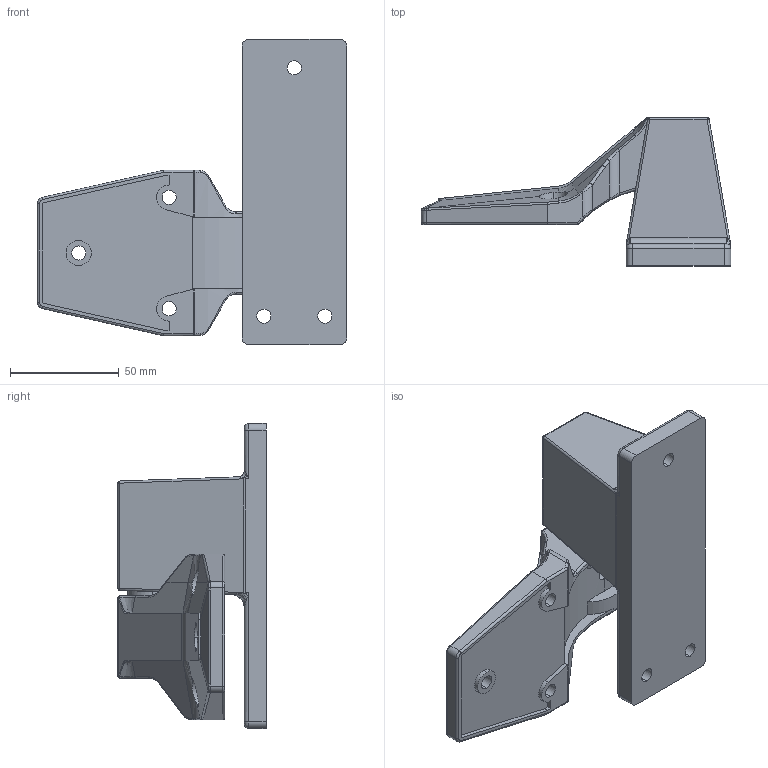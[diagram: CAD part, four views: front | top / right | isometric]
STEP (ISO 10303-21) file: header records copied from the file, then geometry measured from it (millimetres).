
FILE_DESCRIPTION (( 'STEP AP203' ), '1' );
FILE_NAME ('sone3D.STEP', '2016-06-28T05:20:26', ( '' ), ( '' ), 'SwSTEP 2.0', 'SolidWorks 2014', '' );
FILE_SCHEMA (( 'CONFIG_CONTROL_DESIGN' ));
Length unit declared in the file: millimetre
Products named in the file (3): FB-602僸儞僕a__FB-602-3; FB-602ヒンジb_; sone3D
Assembly tree (2 placements, depth 2):
  sone3D
    FB-602僸儞僕a__FB-602-3
    FB-602ヒンジb_
Bounding box: 142 x 68 x 140 mm (x, y, z)
Volume: 292016.3 mm3; surface area: 52387 mm2
Topology: 2 solids, 4 shells, 275 faces, 683 edges, 403 vertices
Faces by surface type: cylinder 116, plane 63, bspline 53, cone 18, torus 13, sphere 12
Entity records: 15704 total; most frequent: CARTESIAN_POINT 9352, ORIENTED_EDGE 1334, DIRECTION 1205, EDGE_CURVE 667, AXIS2_PLACEMENT_3D 465, VERTEX_POINT 403, EDGE_LOOP 294, FACE_OUTER_BOUND 275
